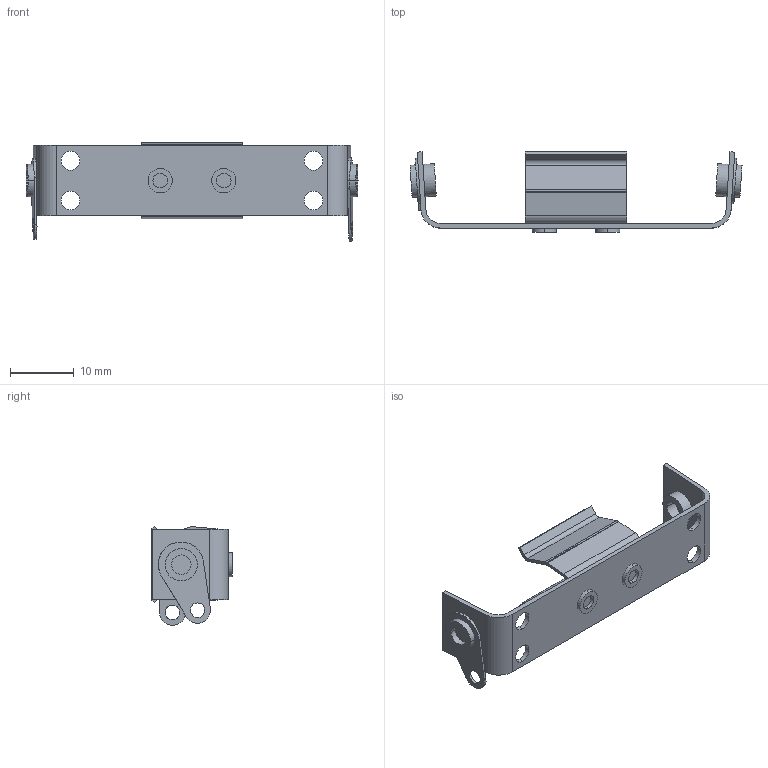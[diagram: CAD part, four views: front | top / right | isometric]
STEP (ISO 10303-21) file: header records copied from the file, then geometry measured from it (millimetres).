
FILE_DESCRIPTION (( 'STEP AP214' ), '1' );
FILE_NAME ('User Library-KEYELCO-137.STEP', '2020-07-07T01:56:01', ( '' ), ( '' ), 'SwSTEP 2.0', 'SolidWorks 2020', '' );
FILE_SCHEMA (( 'AUTOMOTIVE_DESIGN' ));
Length unit declared in the file: inch
Products named in the file (1): User Library-KEYELCO-137
Bounding box: 52.07 x 12.6 x 15.51 mm (x, y, z)
Volume: 971.3 mm3; surface area: 2933.3 mm2
Topology: 3 solids, 3 shells, 122 faces, 297 edges, 198 vertices
Faces by surface type: cylinder 71, plane 51
Entity records: 3729 total; most frequent: DIRECTION 685, CARTESIAN_POINT 618, ORIENTED_EDGE 594, EDGE_CURVE 297, AXIS2_PLACEMENT_3D 265, VERTEX_POINT 198, LINE 155, VECTOR 155
